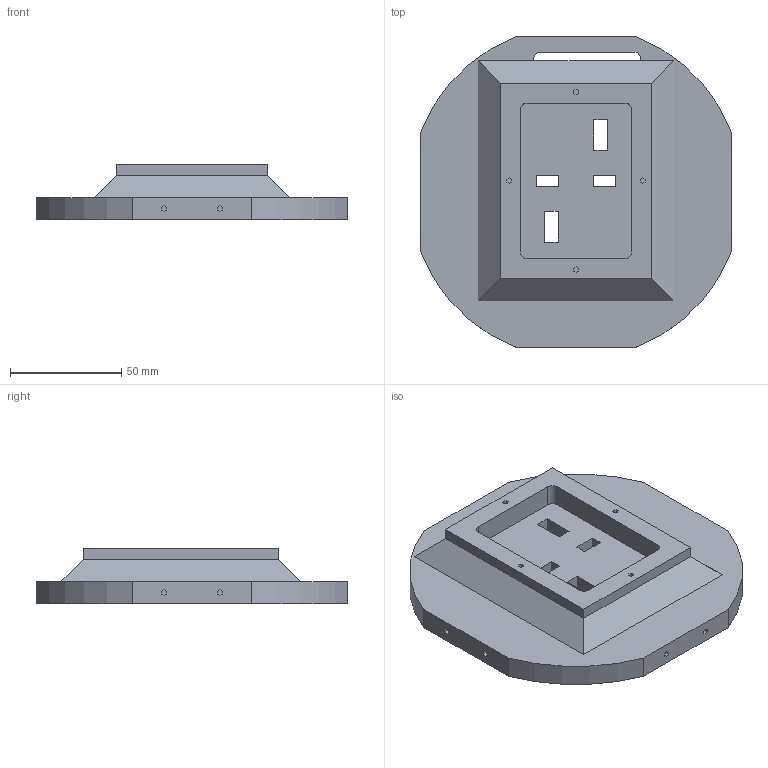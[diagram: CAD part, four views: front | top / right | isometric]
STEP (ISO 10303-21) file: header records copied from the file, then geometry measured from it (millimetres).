
FILE_DESCRIPTION (( 'STEP AP214' ), '1' );
FILE_NAME ('wheel_frame_ver2_1.STEP', '2024-12-24T13:03:07', ( '' ), ( '' ), 'SwSTEP 2.0', 'SolidWorks 2024', '' );
FILE_SCHEMA (( 'AUTOMOTIVE_DESIGN' ));
Length unit declared in the file: millimetre
Products named in the file (1): wheel_frame_ver2_1
Bounding box: 140 x 140 x 25 mm (x, y, z)
Volume: 224244.2 mm3; surface area: 47408.9 mm2
Topology: 1 solids, 1 shells, 135 faces, 360 edges, 238 vertices
Faces by surface type: plane 123, cylinder 12
Entity records: 4181 total; most frequent: CARTESIAN_POINT 734, ORIENTED_EDGE 720, DIRECTION 656, EDGE_CURVE 360, LINE 336, VECTOR 336, VERTEX_POINT 238, EDGE_LOOP 160
